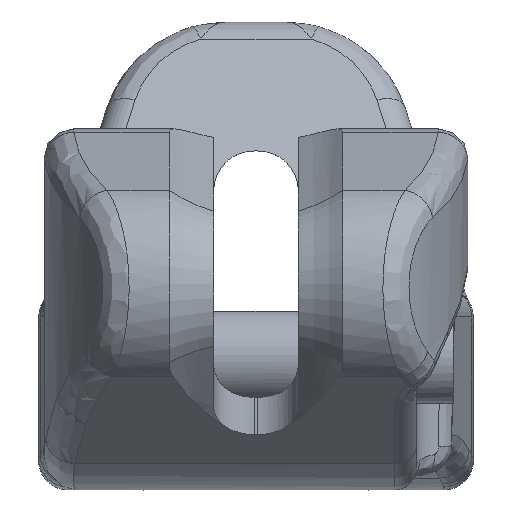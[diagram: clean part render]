
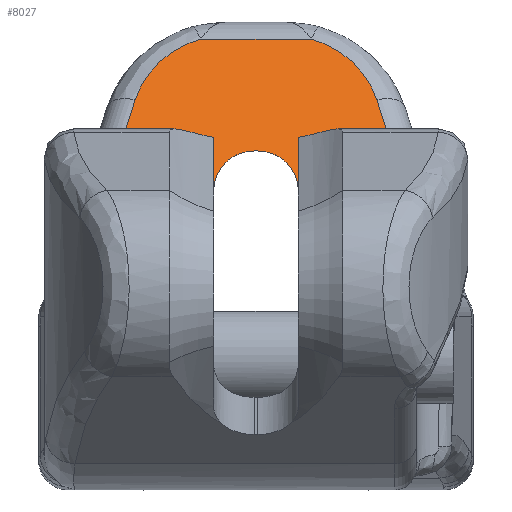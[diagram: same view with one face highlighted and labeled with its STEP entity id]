
A CAD part, front view. The second image highlights one B-rep face of the part: STEP entity #8027.
In plain terms, the highlighted planar face has unit normal (0, -0.843, 0.537).
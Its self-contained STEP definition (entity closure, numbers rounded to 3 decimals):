
#940=DIRECTION('',(0.,0.537,0.843));
#941=VECTOR('',#940,4.431);
#942=CARTESIAN_POINT('',(-4.6,8.503,6.663));
#943=LINE('',#942,#941);
#944=DIRECTION('',(1.,0.,0.));
#945=VECTOR('',#944,12.03);
#946=CARTESIAN_POINT('',(-6.015,21.426,26.949));
#947=LINE('',#946,#945);
#948=DIRECTION('',(0.,0.537,0.843));
#949=VECTOR('',#948,4.431);
#950=CARTESIAN_POINT('',(4.6,8.503,6.663));
#951=LINE('',#950,#949);
#956=DIRECTION('',(1.,0.,0.));
#957=VECTOR('',#956,0.4);
#958=CARTESIAN_POINT('',(-0.2,13.687,14.8));
#959=LINE('',#958,#957);
#978=CARTESIAN_POINT('',(-0.2,13.687,14.8));
#979=CARTESIAN_POINT('',(-0.601,13.687,14.8));
#980=CARTESIAN_POINT('',(-1.282,13.622,14.699));
#981=CARTESIAN_POINT('',(-2.396,13.359,14.286));
#982=CARTESIAN_POINT('',(-3.455,12.852,13.49));
#983=CARTESIAN_POINT('',(-4.32,12.025,12.192));
#984=CARTESIAN_POINT('',(-4.6,11.314,11.076));
#985=CARTESIAN_POINT('',(-4.6,10.883,10.4));
#2019=DIRECTION('',(1.,0.,0.));
#2020=VECTOR('',#2019,12.849);
#2021=CARTESIAN_POINT('',(4.6,8.503,6.663));
#2022=LINE('',#2021,#2020);
#2044=DIRECTION('',(-0.259,0.519,0.815));
#2045=VECTOR('',#2044,16.79);
#2046=CARTESIAN_POINT('',(17.449,8.503,6.663));
#2047=LINE('',#2046,#2045);
#2057=CARTESIAN_POINT('',(13.109,17.217,20.342));
#2058=CARTESIAN_POINT('',(12.984,17.469,20.737));
#2059=CARTESIAN_POINT('',(12.682,17.956,21.502));
#2060=CARTESIAN_POINT('',(12.075,18.65,22.592));
#2061=CARTESIAN_POINT('',(11.327,19.291,23.597));
#2062=CARTESIAN_POINT('',(10.453,19.871,24.507));
#2063=CARTESIAN_POINT('',(9.469,20.381,25.309));
#2064=CARTESIAN_POINT('',(8.39,20.816,25.992));
#2065=CARTESIAN_POINT('',(7.233,21.171,26.548));
#2066=CARTESIAN_POINT('',(6.428,21.351,26.83));
#2067=CARTESIAN_POINT('',(6.015,21.426,26.949));
#2101=CARTESIAN_POINT('',(6.015,21.426,26.949));
#2863=CARTESIAN_POINT('',(-6.015,21.426,26.949));
#2878=CARTESIAN_POINT('',(-13.109,17.217,20.342));
#2879=CARTESIAN_POINT('',(-12.984,17.469,20.737));
#2880=CARTESIAN_POINT('',(-12.682,17.956,21.502));
#2881=CARTESIAN_POINT('',(-12.075,18.65,22.592));
#2882=CARTESIAN_POINT('',(-11.327,19.291,23.597));
#2883=CARTESIAN_POINT('',(-10.453,19.871,24.507));
#2884=CARTESIAN_POINT('',(-9.469,20.381,25.309));
#2885=CARTESIAN_POINT('',(-8.39,20.816,25.992));
#2886=CARTESIAN_POINT('',(-7.233,21.171,26.548));
#2887=CARTESIAN_POINT('',(-6.428,21.351,26.83));
#2888=CARTESIAN_POINT('',(-6.015,21.426,26.949));
#2907=DIRECTION('',(0.259,0.519,0.815));
#2908=VECTOR('',#2907,16.79);
#2909=CARTESIAN_POINT('',(-17.449,8.503,6.663));
#2910=LINE('',#2909,#2908);
#2941=DIRECTION('',(-1.,0.,0.));
#2942=VECTOR('',#2941,12.849);
#2943=CARTESIAN_POINT('',(-4.6,8.503,6.663));
#2944=LINE('',#2943,#2942);
#3067=CARTESIAN_POINT('',(0.2,13.687,14.8));
#3068=CARTESIAN_POINT('',(0.601,13.687,14.8));
#3069=CARTESIAN_POINT('',(1.282,13.622,14.699));
#3070=CARTESIAN_POINT('',(2.396,13.359,14.286));
#3071=CARTESIAN_POINT('',(3.455,12.852,13.49));
#3072=CARTESIAN_POINT('',(4.32,12.025,12.192));
#3073=CARTESIAN_POINT('',(4.6,11.314,11.076));
#3074=CARTESIAN_POINT('',(4.6,10.883,10.4));
#5609=CARTESIAN_POINT('',(0.2,13.687,14.8));
#5611=VERTEX_POINT('',#5609);
#5613=CARTESIAN_POINT('',(4.6,10.883,10.4));
#5615=VERTEX_POINT('',#5613);
#5623=CARTESIAN_POINT('',(4.6,8.503,6.663));
#5624=VERTEX_POINT('',#5623);
#5717=VERTEX_POINT('',#2101);
#5718=VERTEX_POINT('',#2057);
#5720=CARTESIAN_POINT('',(17.449,8.503,6.663));
#5721=VERTEX_POINT('',#5720);
#5772=CARTESIAN_POINT('',(-0.2,13.687,14.8));
#5774=VERTEX_POINT('',#5772);
#5776=CARTESIAN_POINT('',(-4.6,10.883,10.4));
#5778=VERTEX_POINT('',#5776);
#5786=CARTESIAN_POINT('',(-4.6,8.503,6.663));
#5787=VERTEX_POINT('',#5786);
#5880=VERTEX_POINT('',#2863);
#5881=VERTEX_POINT('',#2878);
#5883=CARTESIAN_POINT('',(-17.449,8.503,6.663));
#5884=VERTEX_POINT('',#5883);
#7998=CARTESIAN_POINT('',(0.,21.426,26.949));
#7999=DIRECTION('',(0.,-0.843,0.537));
#8000=DIRECTION('',(0.,-0.537,-0.843));
#8001=AXIS2_PLACEMENT_3D('',#7998,#7999,#8000);
#8002=PLANE('',#8001);
#8004=ORIENTED_EDGE('',*,*,#8003,.F.);
#8006=ORIENTED_EDGE('',*,*,#8005,.T.);
#8008=ORIENTED_EDGE('',*,*,#8007,.F.);
#8010=ORIENTED_EDGE('',*,*,#8009,.T.);
#8012=ORIENTED_EDGE('',*,*,#8011,.T.);
#8014=ORIENTED_EDGE('',*,*,#8013,.T.);
#8015=ORIENTED_EDGE('',*,*,#7984,.T.);
#8017=ORIENTED_EDGE('',*,*,#8016,.F.);
#8019=ORIENTED_EDGE('',*,*,#8018,.F.);
#8021=ORIENTED_EDGE('',*,*,#8020,.F.);
#8022=ORIENTED_EDGE('',*,*,#7868,.T.);
#8024=ORIENTED_EDGE('',*,*,#8023,.F.);
#8025=EDGE_LOOP('',(#8004,#8006,#8008,#8010,#8012,#8014,#8015,#8017,#8019,#8021,
#8022,#8024));
#8026=FACE_OUTER_BOUND('',#8025,.F.);
#8027=ADVANCED_FACE('',(#8026),#8002,.T.);
#986=B_SPLINE_CURVE_WITH_KNOTS('',3,(#978,#979,#980,#981,#982,#983,#984,#985),
.UNSPECIFIED.,.F.,.F.,(4,1,1,1,1,4),(0.,0.125,0.25,0.5,0.75,1.),
.UNSPECIFIED.);
#2068=B_SPLINE_CURVE_WITH_KNOTS('',3,(#2057,#2058,#2059,#2060,#2061,#2062,#2063,
#2064,#2065,#2066,#2067),.UNSPECIFIED.,.F.,.F.,(4,1,1,1,1,1,1,1,4),(0.,
0.125,0.25,0.375,0.5,0.625,0.75,0.875,1.),.UNSPECIFIED.);
#2889=B_SPLINE_CURVE_WITH_KNOTS('',3,(#2878,#2879,#2880,#2881,#2882,#2883,#2884,
#2885,#2886,#2887,#2888),.UNSPECIFIED.,.F.,.F.,(4,1,1,1,1,1,1,1,4),(0.,
0.125,0.25,0.375,0.5,0.625,0.75,0.875,1.),.UNSPECIFIED.);
#3075=B_SPLINE_CURVE_WITH_KNOTS('',3,(#3067,#3068,#3069,#3070,#3071,#3072,#3073,
#3074),.UNSPECIFIED.,.F.,.F.,(4,1,1,1,1,4),(0.,0.125,0.25,0.5,0.75,
1.),.UNSPECIFIED.);
#7868=EDGE_CURVE('',#5624,#5615,#951,.T.);
#7984=EDGE_CURVE('',#5880,#5717,#947,.T.);
#8003=EDGE_CURVE('',#5774,#5611,#959,.T.);
#8005=EDGE_CURVE('',#5774,#5778,#986,.T.);
#8007=EDGE_CURVE('',#5787,#5778,#943,.T.);
#8009=EDGE_CURVE('',#5787,#5884,#2944,.T.);
#8011=EDGE_CURVE('',#5884,#5881,#2910,.T.);
#8013=EDGE_CURVE('',#5881,#5880,#2889,.T.);
#8016=EDGE_CURVE('',#5718,#5717,#2068,.T.);
#8018=EDGE_CURVE('',#5721,#5718,#2047,.T.);
#8020=EDGE_CURVE('',#5624,#5721,#2022,.T.);
#8023=EDGE_CURVE('',#5611,#5615,#3075,.T.);
